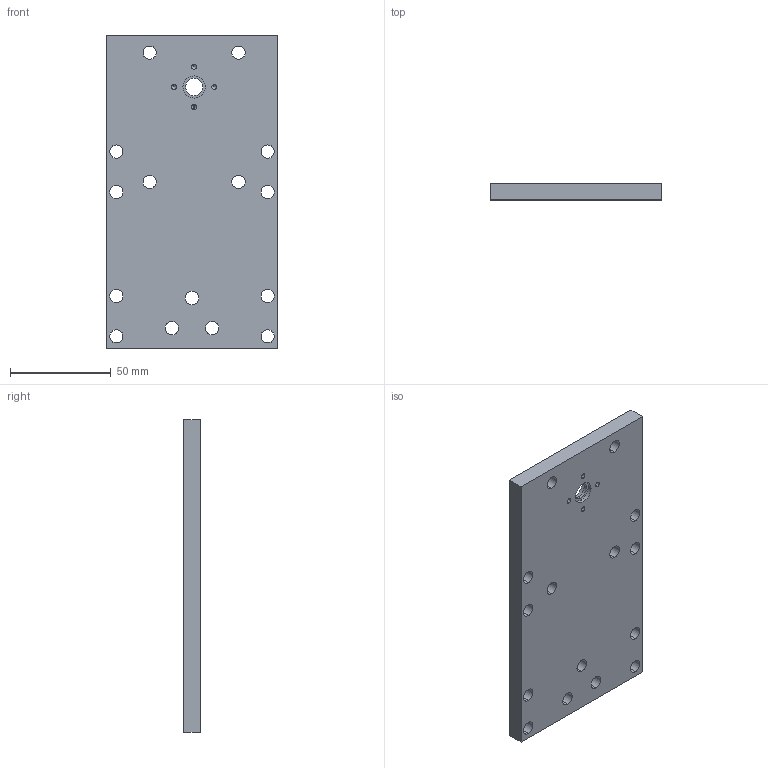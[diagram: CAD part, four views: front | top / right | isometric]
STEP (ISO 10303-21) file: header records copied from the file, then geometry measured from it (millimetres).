
FILE_DESCRIPTION (( 'STEP AP214' ), '1' );
FILE_NAME ('REM_USI_01.STEP', '2020-12-17T08:59:54', ( '' ), ( '' ), 'SwSTEP 2.0', 'SolidWorks 2020', '' );
FILE_SCHEMA (( 'AUTOMOTIVE_DESIGN' ));
Length unit declared in the file: millimetre
Products named in the file (1): REM_USI_01
Bounding box: 85 x 8 x 155 mm (x, y, z)
Volume: 100030.2 mm3; surface area: 32038.7 mm2
Topology: 1 solids, 1 shells, 63 faces, 166 edges, 104 vertices
Faces by surface type: cylinder 46, plane 9, cone 8
Entity records: 2118 total; most frequent: DIRECTION 378, CARTESIAN_POINT 326, ORIENTED_EDGE 316, EDGE_CURVE 158, AXIS2_PLACEMENT_3D 156, VERTEX_POINT 104, EDGE_LOOP 102, CIRCLE 92
